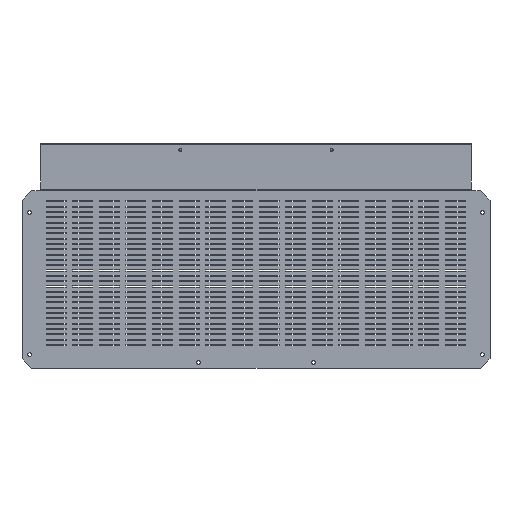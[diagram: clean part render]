
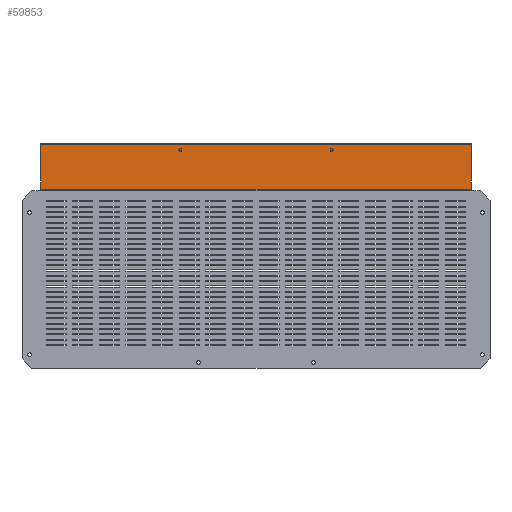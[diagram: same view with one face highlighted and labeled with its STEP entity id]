
A CAD part, front view. The second image highlights one B-rep face of the part: STEP entity #59853.
In plain terms, the highlighted planar face has unit normal (0, -1, 0).
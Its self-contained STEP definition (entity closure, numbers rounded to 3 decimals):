
#993 = EDGE_CURVE ( 'NONE', #12912, #56468, #40612, .T. ) ;
#1099 = DIRECTION ( 'NONE',  ( 0., 0., -1. ) ) ;
#1611 = DIRECTION ( 'NONE',  ( 0., 0., 1. ) ) ;
#4046 = DIRECTION ( 'NONE',  ( 0., 0., 1. ) ) ;
#5421 = EDGE_CURVE ( 'NONE', #32540, #5657, #60728, .T. ) ;
#5657 = VERTEX_POINT ( 'NONE', #45037 ) ;
#6270 = VECTOR ( 'NONE', #26456, 1000. ) ;
#9723 = VECTOR ( 'NONE', #41501, 1000. ) ;
#11242 = ORIENTED_EDGE ( 'NONE', *, *, #31687, .T. ) ;
#12216 = VECTOR ( 'NONE', #1099, 1000. ) ;
#12912 = VERTEX_POINT ( 'NONE', #48153 ) ;
#13315 = FACE_BOUND ( 'NONE', #60528, .T. ) ;
#13514 = CARTESIAN_POINT ( 'NONE',  ( -242., 152.5, 78. ) ) ;
#13592 = ORIENTED_EDGE ( 'NONE', *, *, #38633, .F. ) ;
#13916 = CARTESIAN_POINT ( 'NONE',  ( -504.75, 152.5, 4.036 ) ) ;
#14099 = DIRECTION ( 'NONE',  ( 0., -1., 0. ) ) ;
#14562 = DIRECTION ( 'NONE',  ( 0., -1., 0. ) ) ;
#17052 = LINE ( 'NONE', #36892, #12216 ) ;
#17234 = CARTESIAN_POINT ( 'NONE',  ( 304.75, 152.5, 87. ) ) ;
#17786 = AXIS2_PLACEMENT_3D ( 'NONE', #19452, #14562, #34409 ) ;
#18212 = DIRECTION ( 'NONE',  ( 0., 1., 0. ) ) ;
#18490 = ORIENTED_EDGE ( 'NONE', *, *, #30068, .F. ) ;
#19092 = VECTOR ( 'NONE', #45993, 1000. ) ;
#19452 = CARTESIAN_POINT ( 'NONE',  ( -242., 152.5, 78. ) ) ;
#19758 = CIRCLE ( 'NONE', #25961, 3. ) ;
#19983 = LINE ( 'NONE', #24850, #59390 ) ;
#20046 = EDGE_CURVE ( 'NONE', #32540, #29719, #17052, .T. ) ;
#20617 = ORIENTED_EDGE ( 'NONE', *, *, #38692, .T. ) ;
#23570 = EDGE_CURVE ( 'NONE', #5657, #53576, #48453, .T. ) ;
#23625 = ORIENTED_EDGE ( 'NONE', *, *, #5421, .T. ) ;
#23870 = EDGE_CURVE ( 'NONE', #25611, #29919, #39871, .T. ) ;
#23904 = CARTESIAN_POINT ( 'NONE',  ( 39., 152.5, 78.005 ) ) ;
#24537 = ORIENTED_EDGE ( 'NONE', *, *, #23870, .F. ) ;
#24850 = CARTESIAN_POINT ( 'NONE',  ( -504.75, 152.5, 0.293 ) ) ;
#25204 = DIRECTION ( 'NONE',  ( 0., 0., 1. ) ) ;
#25286 = VERTEX_POINT ( 'NONE', #13916 ) ;
#25611 = VERTEX_POINT ( 'NONE', #23904 ) ;
#25961 = AXIS2_PLACEMENT_3D ( 'NONE', #26006, #14099, #1611 ) ;
#26006 = CARTESIAN_POINT ( 'NONE',  ( 42., 152.5, 78. ) ) ;
#26137 = CARTESIAN_POINT ( 'NONE',  ( -504.75, 152.5, 4.036 ) ) ;
#26329 = CARTESIAN_POINT ( 'NONE',  ( -504.75, 152.5, 88. ) ) ;
#26456 = DIRECTION ( 'NONE',  ( 1., 0., 0. ) ) ;
#26623 = CARTESIAN_POINT ( 'NONE',  ( -504.75, 152.5, 87. ) ) ;
#26993 = LINE ( 'NONE', #55665, #57465 ) ;
#27155 = ORIENTED_EDGE ( 'NONE', *, *, #23570, .T. ) ;
#27950 = DIRECTION ( 'NONE',  ( 0., 0., 1. ) ) ;
#28014 = AXIS2_PLACEMENT_3D ( 'NONE', #53340, #18212, #27950 ) ;
#28608 = FACE_BOUND ( 'NONE', #36554, .T. ) ;
#29719 = VERTEX_POINT ( 'NONE', #44149 ) ;
#29761 = CARTESIAN_POINT ( 'NONE',  ( 42., 152.5, 78. ) ) ;
#29919 = VERTEX_POINT ( 'NONE', #40526 ) ;
#30068 = EDGE_CURVE ( 'NONE', #34402, #57298, #19983, .T. ) ;
#30994 = CARTESIAN_POINT ( 'NONE',  ( 0., 152.5, 3. ) ) ;
#31687 = EDGE_CURVE ( 'NONE', #34402, #25286, #26993, .T. ) ;
#32058 = CARTESIAN_POINT ( 'NONE',  ( 304.75, 152.5, 0.293 ) ) ;
#32191 = DIRECTION ( 'NONE',  ( 0., 0., -1. ) ) ;
#32443 = EDGE_CURVE ( 'NONE', #25286, #45063, #50863, .T. ) ;
#32540 = VERTEX_POINT ( 'NONE', #62231 ) ;
#33365 = CARTESIAN_POINT ( 'NONE',  ( 304.75, 152.5, 88. ) ) ;
#34402 = VERTEX_POINT ( 'NONE', #26623 ) ;
#34409 = DIRECTION ( 'NONE',  ( 0., 0., 1. ) ) ;
#36554 = EDGE_LOOP ( 'NONE', ( #24537, #45374 ) ) ;
#36763 = VECTOR ( 'NONE', #37060, 1000. ) ;
#36892 = CARTESIAN_POINT ( 'NONE',  ( 304.75, 152.5, 0.293 ) ) ;
#37060 = DIRECTION ( 'NONE',  ( 0., 0., 1. ) ) ;
#37969 = CARTESIAN_POINT ( 'NONE',  ( -244.753, 152.5, 79.191 ) ) ;
#38633 = EDGE_CURVE ( 'NONE', #56468, #12912, #63313, .T. ) ;
#38692 = EDGE_CURVE ( 'NONE', #53576, #57298, #57473, .T. ) ;
#39871 = CIRCLE ( 'NONE', #46150, 3. ) ;
#40526 = CARTESIAN_POINT ( 'NONE',  ( 45., 152.5, 77.995 ) ) ;
#40612 = CIRCLE ( 'NONE', #17786, 3. ) ;
#41398 = LINE ( 'NONE', #30994, #6270 ) ;
#41501 = DIRECTION ( 'NONE',  ( 0., 0., 1. ) ) ;
#43139 = DIRECTION ( 'NONE',  ( 0., 0., 1. ) ) ;
#43560 = ORIENTED_EDGE ( 'NONE', *, *, #993, .F. ) ;
#44149 = CARTESIAN_POINT ( 'NONE',  ( 304.75, 152.5, 3. ) ) ;
#44643 = EDGE_CURVE ( 'NONE', #29919, #25611, #19758, .T. ) ;
#45037 = CARTESIAN_POINT ( 'NONE',  ( 304.75, 152.5, 87. ) ) ;
#45063 = VERTEX_POINT ( 'NONE', #59142 ) ;
#45374 = ORIENTED_EDGE ( 'NONE', *, *, #44643, .F. ) ;
#45993 = DIRECTION ( 'NONE',  ( 0., 0., -1. ) ) ;
#46150 = AXIS2_PLACEMENT_3D ( 'NONE', #29761, #59365, #25204 ) ;
#46517 = ORIENTED_EDGE ( 'NONE', *, *, #60955, .T. ) ;
#47326 = ORIENTED_EDGE ( 'NONE', *, *, #32443, .T. ) ;
#48153 = CARTESIAN_POINT ( 'NONE',  ( -239.247, 152.5, 76.809 ) ) ;
#48453 = LINE ( 'NONE', #17234, #36763 ) ;
#49090 = FACE_OUTER_BOUND ( 'NONE', #53511, .T. ) ;
#50863 = LINE ( 'NONE', #26137, #19092 ) ;
#53340 = CARTESIAN_POINT ( 'NONE',  ( 0., 152.5, 0.293 ) ) ;
#53511 = EDGE_LOOP ( 'NONE', ( #11242, #47326, #46517, #56001, #23625, #27155, #20617, #18490 ) ) ;
#53576 = VERTEX_POINT ( 'NONE', #33365 ) ;
#53987 = VECTOR ( 'NONE', #62981, 1000. ) ;
#55665 = CARTESIAN_POINT ( 'NONE',  ( -504.75, 152.5, 0.293 ) ) ;
#56001 = ORIENTED_EDGE ( 'NONE', *, *, #20046, .F. ) ;
#56070 = AXIS2_PLACEMENT_3D ( 'NONE', #13514, #62330, #43139 ) ;
#56468 = VERTEX_POINT ( 'NONE', #37969 ) ;
#57298 = VERTEX_POINT ( 'NONE', #26329 ) ;
#57465 = VECTOR ( 'NONE', #32191, 1000. ) ;
#57473 = LINE ( 'NONE', #62013, #53987 ) ;
#58848 = PLANE ( 'NONE',  #28014 ) ;
#59142 = CARTESIAN_POINT ( 'NONE',  ( -504.75, 152.5, 3. ) ) ;
#59365 = DIRECTION ( 'NONE',  ( 0., -1., 0. ) ) ;
#59390 = VECTOR ( 'NONE', #4046, 1000. ) ;
#59853 = ADVANCED_FACE ( 'NONE', ( #13315, #28608, #49090 ), #58848, .F. ) ;
#60528 = EDGE_LOOP ( 'NONE', ( #43560, #13592 ) ) ;
#60728 = LINE ( 'NONE', #32058, #9723 ) ;
#60955 = EDGE_CURVE ( 'NONE', #45063, #29719, #41398, .T. ) ;
#62013 = CARTESIAN_POINT ( 'NONE',  ( 0., 152.5, 88. ) ) ;
#62231 = CARTESIAN_POINT ( 'NONE',  ( 304.75, 152.5, 4.036 ) ) ;
#62330 = DIRECTION ( 'NONE',  ( 0., -1., 0. ) ) ;
#62981 = DIRECTION ( 'NONE',  ( -1., 0., 0. ) ) ;
#63313 = CIRCLE ( 'NONE', #56070, 3. ) ;
